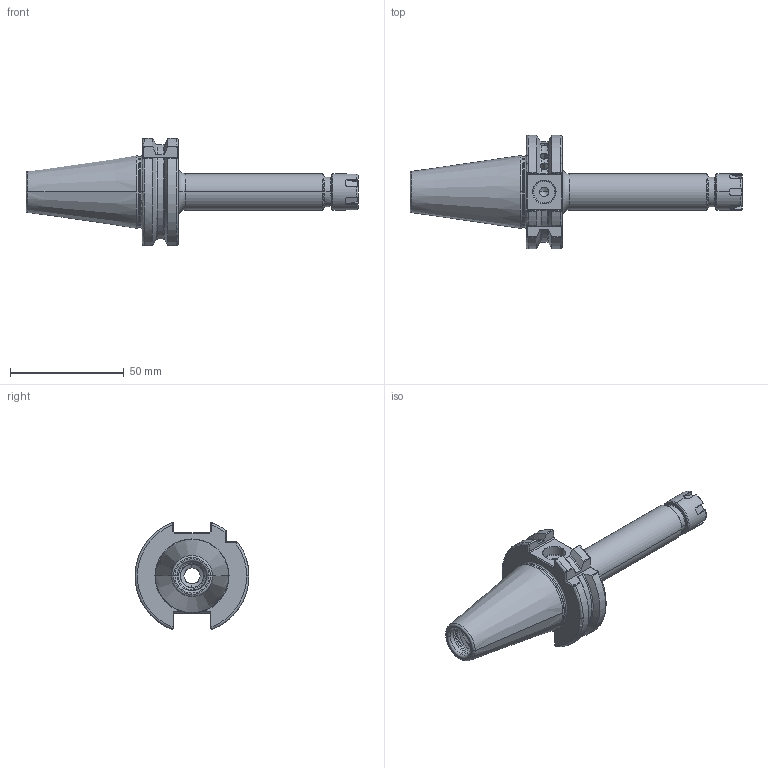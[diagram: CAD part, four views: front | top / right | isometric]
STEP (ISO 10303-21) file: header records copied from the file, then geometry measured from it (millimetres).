
FILE_DESCRIPTION (( 'STEP AP203' ), '1' );
FILE_NAME ('302.02.07.1.STEP', '2016-07-16T01:32:45', ( '' ), ( '' ), 'SwSTEP 2.0', 'SolidWorks 2012', '' );
FILE_SCHEMA (( 'CONFIG_CONTROL_DESIGN' ));
Length unit declared in the file: millimetre
Products named in the file (3): 302.02.07.1; 2-01.300.0110120D4_ER11螺帽(M型)
Assembly tree (2 placements, depth 2):
  302.02.07.1
    302.02.07.1
    2-01.300.0110120D4_ER11螺帽(M型)
Bounding box: 145.7 x 50 x 47.05 mm (x, y, z)
Volume: 57350.6 mm3; surface area: 20626.1 mm2
Topology: 2 solids, 2 shells, 443 faces, 1190 edges, 744 vertices
Faces by surface type: cylinder 194, plane 106, torus 64, bspline 43, cone 36
Entity records: 27340 total; most frequent: CARTESIAN_POINT 17378, ORIENTED_EDGE 2360, DIRECTION 1694, EDGE_CURVE 1180, VERTEX_POINT 744, AXIS2_PLACEMENT_3D 636, EDGE_LOOP 450, FACE_OUTER_BOUND 443
